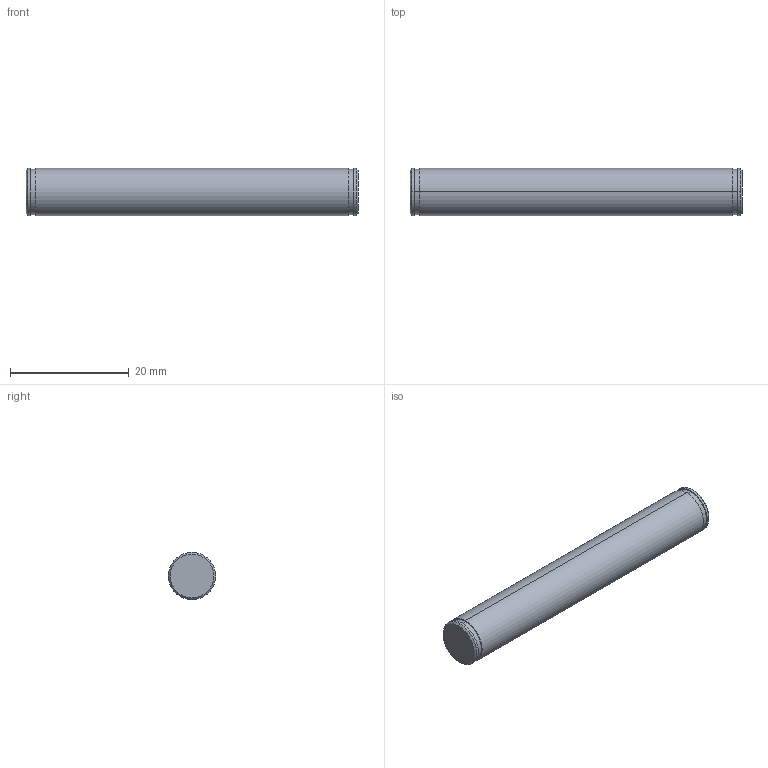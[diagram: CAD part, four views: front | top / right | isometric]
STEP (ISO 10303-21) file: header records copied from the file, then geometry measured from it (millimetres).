
FILE_DESCRIPTION (( 'STEP AP214' ), '1' );
FILE_NAME ('2-ArbreLibre.STEP', '2022-08-15T18:57:03', ( '' ), ( '' ), 'SwSTEP 2.0', 'SolidWorks 2019', '' );
FILE_SCHEMA (( 'AUTOMOTIVE_DESIGN' ));
Length unit declared in the file: millimetre
Products named in the file (1): 2-ArbreLibre
Bounding box: 56 x 8 x 8 mm (x, y, z)
Volume: 2803.8 mm3; surface area: 1516.2 mm2
Topology: 1 solids, 1 shells, 20 faces, 38 edges, 24 vertices
Faces by surface type: cylinder 10, plane 6, cone 4
Entity records: 548 total; most frequent: DIRECTION 104, CARTESIAN_POINT 83, ORIENTED_EDGE 76, AXIS2_PLACEMENT_3D 45, EDGE_CURVE 38, CIRCLE 24, EDGE_LOOP 24, VERTEX_POINT 24
